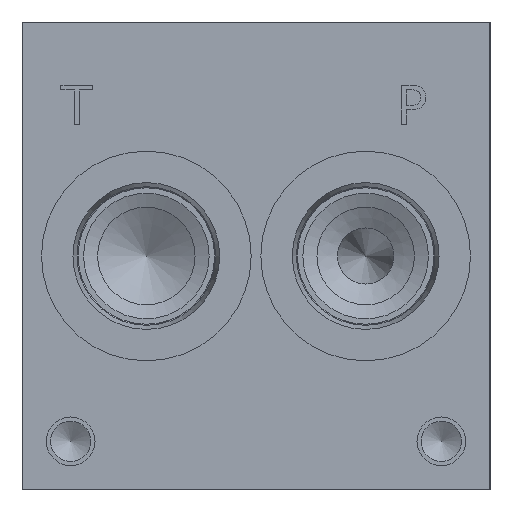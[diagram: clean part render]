
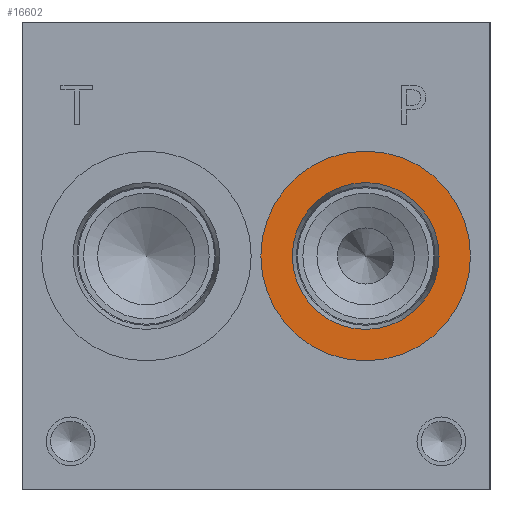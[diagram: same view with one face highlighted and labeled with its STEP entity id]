
A CAD part, left-side view. The second image highlights one B-rep face of the part: STEP entity #16602.
In plain terms, the highlighted planar face has unit normal (-1, 0, 0).
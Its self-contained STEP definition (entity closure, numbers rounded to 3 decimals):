
#720=CIRCLE('',#17773,17.069);
#721=CIRCLE('',#17774,17.069);
#722=CIRCLE('',#17775,11.951);
#862=FACE_BOUND('',#3293,.T.);
#2304=FACE_OUTER_BOUND('',#3292,.T.);
#3292=EDGE_LOOP('',(#14575,#14576));
#3293=EDGE_LOOP('',(#14577));
#7811=VERTEX_POINT('',#28713);
#7812=VERTEX_POINT('',#28714);
#7813=VERTEX_POINT('',#28717);
#10104=EDGE_CURVE('',#7811,#7812,#720,.T.);
#10105=EDGE_CURVE('',#7812,#7811,#721,.T.);
#10106=EDGE_CURVE('',#7813,#7813,#722,.T.);
#14575=ORIENTED_EDGE('',*,*,#10104,.T.);
#14576=ORIENTED_EDGE('',*,*,#10105,.T.);
#14577=ORIENTED_EDGE('',*,*,#10106,.F.);
#15189=PLANE('',#17772);
#16602=ADVANCED_FACE('',(#2304,#862),#15189,.T.);
#17772=AXIS2_PLACEMENT_3D('',#28712,#21514,#21515);
#17773=AXIS2_PLACEMENT_3D('',#28715,#21516,#21517);
#17774=AXIS2_PLACEMENT_3D('',#28716,#21518,#21519);
#17775=AXIS2_PLACEMENT_3D('',#28718,#21520,#21521);
#21514=DIRECTION('center_axis',(-1.,0.,0.));
#21515=DIRECTION('ref_axis',(0.,1.,0.));
#21516=DIRECTION('center_axis',(-1.,0.,0.));
#21517=DIRECTION('ref_axis',(0.,1.,0.));
#21518=DIRECTION('center_axis',(-1.,0.,0.));
#21519=DIRECTION('ref_axis',(0.,1.,0.));
#21520=DIRECTION('center_axis',(-1.,0.,0.));
#21521=DIRECTION('ref_axis',(0.,1.,0.));
#28712=CARTESIAN_POINT('Origin',(0.787,20.244,38.1));
#28713=CARTESIAN_POINT('',(0.787,37.313,38.1));
#28714=CARTESIAN_POINT('',(0.787,3.175,38.1));
#28715=CARTESIAN_POINT('Origin',(0.787,20.244,38.1));
#28716=CARTESIAN_POINT('Origin',(0.787,20.244,38.1));
#28717=CARTESIAN_POINT('',(0.787,8.293,38.1));
#28718=CARTESIAN_POINT('Origin',(0.787,20.244,38.1));
